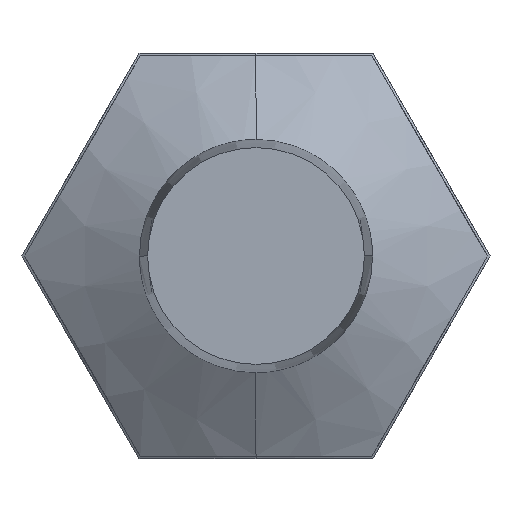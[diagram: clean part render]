
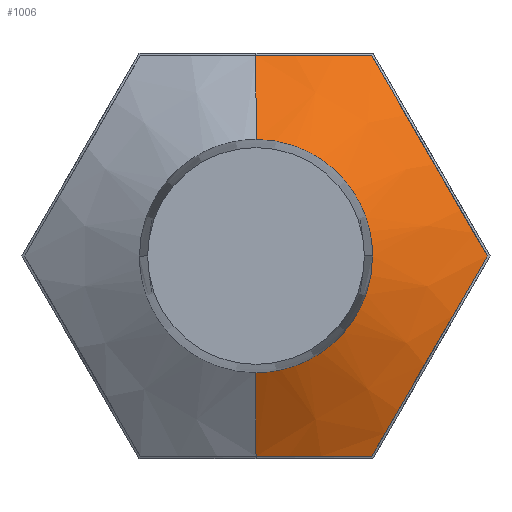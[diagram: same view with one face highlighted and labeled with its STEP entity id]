
A CAD part, front view. The second image highlights one B-rep face of the part: STEP entity #1006.
In plain terms, the highlighted conical face has half-angle 58.803 degrees and reference radius 6.393 mm.
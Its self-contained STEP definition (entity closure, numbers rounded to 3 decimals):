
#1 = LINE ( 'NONE', #1046, #342 ) ;
#120 = ORIENTED_EDGE ( 'NONE', *, *, #675, .F. ) ;
#181 = ORIENTED_EDGE ( 'NONE', *, *, #661, .F. ) ;
#202 = VERTEX_POINT ( 'NONE', #1819 ) ;
#215 = VERTEX_POINT ( 'NONE', #1938 ) ;
#216 = VERTEX_POINT ( 'NONE', #1828 ) ;
#303 = VECTOR ( 'NONE', #1725, 1000. ) ;
#309 = VERTEX_POINT ( 'NONE', #2004 ) ;
#310 = LINE ( 'NONE', #1731, #303 ) ;
#320 = EDGE_LOOP ( 'NONE', ( #451, #455, #393, #181, #120, #389, #433, #388 ) ) ;
#342 = VECTOR ( 'NONE', #1615, 1000. ) ;
#353 = VERTEX_POINT ( 'NONE', #1946 ) ;
#357 = VERTEX_POINT ( 'NONE', #1808 ) ;
#361 = VERTEX_POINT ( 'NONE', #1785 ) ;
#381 = VERTEX_POINT ( 'NONE', #1775 ) ;
#388 = ORIENTED_EDGE ( 'NONE', *, *, #674, .F. ) ;
#389 = ORIENTED_EDGE ( 'NONE', *, *, #600, .F. ) ;
#393 = ORIENTED_EDGE ( 'NONE', *, *, #609, .T. ) ;
#433 = ORIENTED_EDGE ( 'NONE', *, *, #619, .F. ) ;
#451 = ORIENTED_EDGE ( 'NONE', *, *, #486, .T. ) ;
#455 = ORIENTED_EDGE ( 'NONE', *, *, #590, .T. ) ;
#486 = EDGE_CURVE ( 'NONE', #309, #216, #908, .T. ) ;
#587 = AXIS2_PLACEMENT_3D ( 'NONE', #1302, #1278, #1176 ) ;
#590 = EDGE_CURVE ( 'NONE', #216, #381, #926, .T. ) ;
#600 = EDGE_CURVE ( 'NONE', #361, #357, #965, .T. ) ;
#609 = EDGE_CURVE ( 'NONE', #381, #202, #310, .T. ) ;
#619 = EDGE_CURVE ( 'NONE', #353, #361, #909, .T. ) ;
#661 = EDGE_CURVE ( 'NONE', #215, #202, #976, .T. ) ;
#674 = EDGE_CURVE ( 'NONE', #309, #353, #1, .T. ) ;
#675 = EDGE_CURVE ( 'NONE', #357, #215, #944, .T. ) ;
#807 = FACE_OUTER_BOUND ( 'NONE', #320, .T. ) ;
#824 = CONICAL_SURFACE ( 'NONE', #587, 6.393, 1.026 ) ;
#908 = B_SPLINE_CURVE_WITH_KNOTS ( 'NONE', 3,
 ( #1762, #1954, #1787, #1845, #1720, #1919, #1669, #1674, #1908, #1678 ),
 .UNSPECIFIED., .F., .F.,
 ( 4, 2, 2, 2, 4 ),
 ( 0., 0.063, 0.125, 0.188, 0.25 ),
 .UNSPECIFIED. ) ;
#909 = B_SPLINE_CURVE_WITH_KNOTS ( 'NONE', 3,
 ( #1798, #1721, #1881, #1838, #1890, #1905, #1852, #1926 ),
 .UNSPECIFIED., .F., .F.,
 ( 4, 2, 2, 4 ),
 ( 0.017, 0.018, 0.02, 0.023 ),
 .UNSPECIFIED. ) ;
#926 = B_SPLINE_CURVE_WITH_KNOTS ( 'NONE', 3,
 ( #1774, #1854, #1968, #1880, #1685, #1985, #1749, #1753, #1975, #1701 ),
 .UNSPECIFIED., .F., .F.,
 ( 4, 2, 2, 2, 4 ),
 ( 0.25, 0.313, 0.375, 0.438, 0.5 ),
 .UNSPECIFIED. ) ;
#944 = B_SPLINE_CURVE_WITH_KNOTS ( 'NONE', 3,
 ( #1617, #1590, #1640, #1638, #1627, #1639, #1648, #1647, #1649, #1645, #1056, #1029 ),
 .UNSPECIFIED., .F., .F.,
 ( 4, 2, 2, 2, 2, 4 ),
 ( 0., 0.003, 0.006, 0.008, 0.01, 0.013 ),
 .UNSPECIFIED. ) ;
#965 = B_SPLINE_CURVE_WITH_KNOTS ( 'NONE', 3,
 ( #1713, #1868, #1958, #1984, #1848, #1847, #1771, #1961, #1967, #1910, #1893, #1976 ),
 .UNSPECIFIED., .F., .F.,
 ( 4, 2, 2, 2, 2, 4 ),
 ( 0., 0.003, 0.006, 0.008, 0.01, 0.013 ),
 .UNSPECIFIED. ) ;
#976 = B_SPLINE_CURVE_WITH_KNOTS ( 'NONE', 3,
 ( #1291, #1187, #1255, #1256, #1244, #1496, #1569, #1565 ),
 .UNSPECIFIED., .F., .F.,
 ( 4, 2, 2, 4 ),
 ( 0.03, 0.034, 0.035, 0.037 ),
 .UNSPECIFIED. ) ;
#1006 = ADVANCED_FACE ( 'NONE', ( #807 ), #824, .T. ) ;
#1029 = CARTESIAN_POINT ( 'NONE',  ( 6.342, -43.815, -10.986 ) ) ;
#1046 = CARTESIAN_POINT ( 'NONE',  ( 0., -47.625, 6.393 ) ) ;
#1056 = CARTESIAN_POINT ( 'NONE',  ( 6.86, -44.128, -10.089 ) ) ;
#1176 = DIRECTION ( 'NONE',  ( 0., 0., 1. ) ) ;
#1187 = CARTESIAN_POINT ( 'NONE',  ( 5.319, -44.125, -10.985 ) ) ;
#1244 = CARTESIAN_POINT ( 'NONE',  ( 2.151, -44.726, -10.985 ) ) ;
#1255 = CARTESIAN_POINT ( 'NONE',  ( 4.281, -44.384, -10.985 ) ) ;
#1256 = CARTESIAN_POINT ( 'NONE',  ( 2.689, -44.655, -10.985 ) ) ;
#1278 = DIRECTION ( 'NONE',  ( 0., 1., 0. ) ) ;
#1291 = CARTESIAN_POINT ( 'NONE',  ( 6.342, -43.815, -10.986 ) ) ;
#1302 = CARTESIAN_POINT ( 'NONE',  ( 0., -47.625, 0. ) ) ;
#1496 = CARTESIAN_POINT ( 'NONE',  ( 1.073, -44.82, -10.986 ) ) ;
#1565 = CARTESIAN_POINT ( 'NONE',  ( 0., -44.844, -10.985 ) ) ;
#1569 = CARTESIAN_POINT ( 'NONE',  ( 0.536, -44.844, -10.985 ) ) ;
#1590 = CARTESIAN_POINT ( 'NONE',  ( 12.168, -44.128, -0.895 ) ) ;
#1615 = DIRECTION ( 'NONE',  ( 0., 0.518, 0.855 ) ) ;
#1617 = CARTESIAN_POINT ( 'NONE',  ( 12.685, -43.815, 0. ) ) ;
#1627 = CARTESIAN_POINT ( 'NONE',  ( 10.061, -44.843, -4.545 ) ) ;
#1638 = CARTESIAN_POINT ( 'NONE',  ( 10.594, -44.744, -3.622 ) ) ;
#1639 = CARTESIAN_POINT ( 'NONE',  ( 9.251, -44.845, -5.948 ) ) ;
#1640 = CARTESIAN_POINT ( 'NONE',  ( 11.647, -44.386, -1.797 ) ) ;
#1645 = CARTESIAN_POINT ( 'NONE',  ( 7.382, -44.387, -9.184 ) ) ;
#1647 = CARTESIAN_POINT ( 'NONE',  ( 8.443, -44.726, -7.348 ) ) ;
#1648 = CARTESIAN_POINT ( 'NONE',  ( 8.979, -44.82, -6.418 ) ) ;
#1649 = CARTESIAN_POINT ( 'NONE',  ( 8.176, -44.657, -7.809 ) ) ;
#1669 = CARTESIAN_POINT ( 'NONE',  ( 5.586, -47.625, 3.22 ) ) ;
#1674 = CARTESIAN_POINT ( 'NONE',  ( 6.227, -47.625, 1.673 ) ) ;
#1678 = CARTESIAN_POINT ( 'NONE',  ( 6.393, -47.625, 0. ) ) ;
#1685 = CARTESIAN_POINT ( 'NONE',  ( 5.112, -47.625, -3.929 ) ) ;
#1701 = CARTESIAN_POINT ( 'NONE',  ( 0., -47.625, -6.393 ) ) ;
#1713 = CARTESIAN_POINT ( 'NONE',  ( 6.342, -43.815, 10.986 ) ) ;
#1720 = CARTESIAN_POINT ( 'NONE',  ( 3.929, -47.625, 5.112 ) ) ;
#1721 = CARTESIAN_POINT ( 'NONE',  ( 0.536, -44.844, 10.986 ) ) ;
#1725 = DIRECTION ( 'NONE',  ( 0., 0.518, -0.855 ) ) ;
#1731 = CARTESIAN_POINT ( 'NONE',  ( 0., -47.625, -6.393 ) ) ;
#1749 = CARTESIAN_POINT ( 'NONE',  ( 3.22, -47.625, -5.586 ) ) ;
#1753 = CARTESIAN_POINT ( 'NONE',  ( 1.673, -47.625, -6.227 ) ) ;
#1762 = CARTESIAN_POINT ( 'NONE',  ( 0., -47.625, 6.393 ) ) ;
#1771 = CARTESIAN_POINT ( 'NONE',  ( 10.048, -44.82, 4.567 ) ) ;
#1774 = CARTESIAN_POINT ( 'NONE',  ( 6.393, -47.625, 0. ) ) ;
#1775 = CARTESIAN_POINT ( 'NONE',  ( 0., -47.625, -6.393 ) ) ;
#1785 = CARTESIAN_POINT ( 'NONE',  ( 6.342, -43.815, 10.986 ) ) ;
#1787 = CARTESIAN_POINT ( 'NONE',  ( 1.673, -47.625, 6.227 ) ) ;
#1798 = CARTESIAN_POINT ( 'NONE',  ( 0., -44.844, 10.986 ) ) ;
#1808 = CARTESIAN_POINT ( 'NONE',  ( 12.685, -43.815, 0. ) ) ;
#1819 = CARTESIAN_POINT ( 'NONE',  ( 0., -44.844, -10.985 ) ) ;
#1828 = CARTESIAN_POINT ( 'NONE',  ( 6.393, -47.625, 0. ) ) ;
#1838 = CARTESIAN_POINT ( 'NONE',  ( 2.151, -44.726, 10.986 ) ) ;
#1845 = CARTESIAN_POINT ( 'NONE',  ( 3.22, -47.625, 5.586 ) ) ;
#1847 = CARTESIAN_POINT ( 'NONE',  ( 9.777, -44.845, 5.038 ) ) ;
#1848 = CARTESIAN_POINT ( 'NONE',  ( 8.966, -44.843, 6.441 ) ) ;
#1852 = CARTESIAN_POINT ( 'NONE',  ( 5.319, -44.125, 10.986 ) ) ;
#1854 = CARTESIAN_POINT ( 'NONE',  ( 6.393, -47.625, -0.837 ) ) ;
#1868 = CARTESIAN_POINT ( 'NONE',  ( 6.859, -44.128, 10.09 ) ) ;
#1880 = CARTESIAN_POINT ( 'NONE',  ( 5.586, -47.625, -3.22 ) ) ;
#1881 = CARTESIAN_POINT ( 'NONE',  ( 1.073, -44.82, 10.986 ) ) ;
#1890 = CARTESIAN_POINT ( 'NONE',  ( 2.689, -44.655, 10.986 ) ) ;
#1893 = CARTESIAN_POINT ( 'NONE',  ( 12.167, -44.128, 0.896 ) ) ;
#1905 = CARTESIAN_POINT ( 'NONE',  ( 4.281, -44.384, 10.986 ) ) ;
#1908 = CARTESIAN_POINT ( 'NONE',  ( 6.393, -47.625, 0.837 ) ) ;
#1910 = CARTESIAN_POINT ( 'NONE',  ( 11.645, -44.387, 1.801 ) ) ;
#1919 = CARTESIAN_POINT ( 'NONE',  ( 5.112, -47.625, 3.929 ) ) ;
#1926 = CARTESIAN_POINT ( 'NONE',  ( 6.342, -43.815, 10.986 ) ) ;
#1938 = CARTESIAN_POINT ( 'NONE',  ( 6.342, -43.815, -10.986 ) ) ;
#1946 = CARTESIAN_POINT ( 'NONE',  ( 0., -44.844, 10.986 ) ) ;
#1954 = CARTESIAN_POINT ( 'NONE',  ( 0.837, -47.625, 6.393 ) ) ;
#1958 = CARTESIAN_POINT ( 'NONE',  ( 7.38, -44.386, 9.188 ) ) ;
#1961 = CARTESIAN_POINT ( 'NONE',  ( 10.585, -44.726, 3.637 ) ) ;
#1967 = CARTESIAN_POINT ( 'NONE',  ( 10.851, -44.657, 3.176 ) ) ;
#1968 = CARTESIAN_POINT ( 'NONE',  ( 6.227, -47.625, -1.673 ) ) ;
#1975 = CARTESIAN_POINT ( 'NONE',  ( 0.837, -47.625, -6.393 ) ) ;
#1976 = CARTESIAN_POINT ( 'NONE',  ( 12.685, -43.815, 0. ) ) ;
#1984 = CARTESIAN_POINT ( 'NONE',  ( 8.434, -44.744, 7.364 ) ) ;
#1985 = CARTESIAN_POINT ( 'NONE',  ( 3.929, -47.625, -5.112 ) ) ;
#2004 = CARTESIAN_POINT ( 'NONE',  ( 0., -47.625, 6.393 ) ) ;
